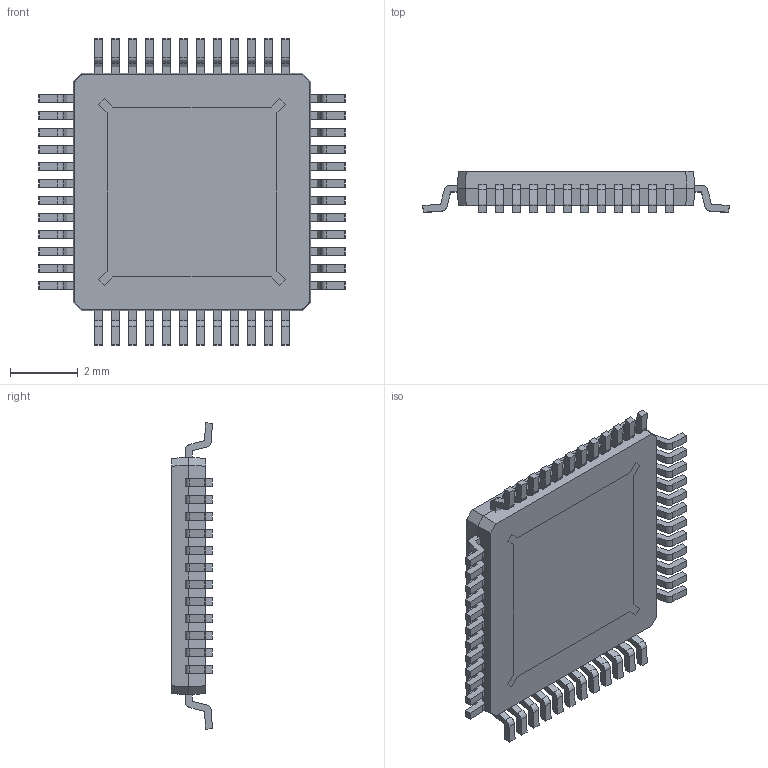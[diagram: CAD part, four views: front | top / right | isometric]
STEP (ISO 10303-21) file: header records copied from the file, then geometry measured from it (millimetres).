
FILE_DESCRIPTION (( 'STEP AP214' ), '1' );
FILE_NAME ('TMC5160A-TA-T.STEP', '2023-06-27T09:47:54', ( '' ), ( '' ), 'SwSTEP 2.0', 'SolidWorks 2021', '' );
FILE_SCHEMA (( 'AUTOMOTIVE_DESIGN' ));
Length unit declared in the file: millimetre
Products named in the file (1): TMC5160A-TA-T
Bounding box: 9.01 x 1.2 x 9.01 mm (x, y, z)
Volume: 51.8 mm3; surface area: 253.2 mm2
Topology: 50 solids, 50 shells, 632 faces, 1582 edges, 1052 vertices
Faces by surface type: plane 534, cylinder 98
Entity records: 25647 total; most frequent: CARTESIAN_POINT 3267, ORIENTED_EDGE 3164, DIRECTION 3044, EDGE_CURVE 1582, VECTOR 1386, LINE 1386, VERTEX_POINT 1052, AXIS2_PLACEMENT_3D 829
